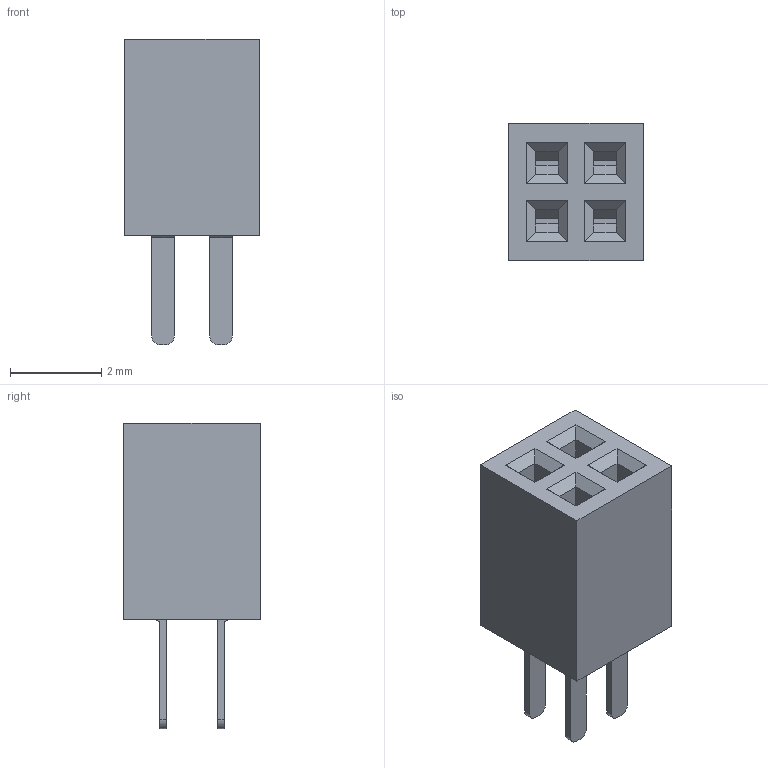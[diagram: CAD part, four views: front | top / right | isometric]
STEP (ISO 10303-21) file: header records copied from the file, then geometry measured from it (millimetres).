
FILE_DESCRIPTION (( 'STEP AP214' ), '1' );
FILE_NAME ('CONN-TH_4P-P1.27_KINGHELM_KH-1.27FH-2X2P-H4.3.step', '2022-07-29T17:06:18', ( '' ), ( '' ), 'SwSTEP 2.0', 'SolidWorks 2020', '' );
FILE_SCHEMA (( 'AUTOMOTIVE_DESIGN' ));
Length unit declared in the file: millimetre
Products named in the file (1): CONN-TH_4P-P1.27_KINGHELM_KH-1.27FH-2X2P-H4.3
Bounding box: 2.94 x 3 x 6.7 mm (x, y, z)
Volume: 30.8 mm3; surface area: 165.7 mm2
Topology: 14 solids, 14 shells, 440 faces, 1187 edges, 786 vertices
Faces by surface type: plane 320, bspline 112, cylinder 8
Entity records: 19858 total; most frequent: CARTESIAN_POINT 4518, ORIENTED_EDGE 2374, DIRECTION 1633, EDGE_CURVE 1187, LINE 943, VECTOR 943, VERTEX_POINT 786, EDGE_LOOP 479
